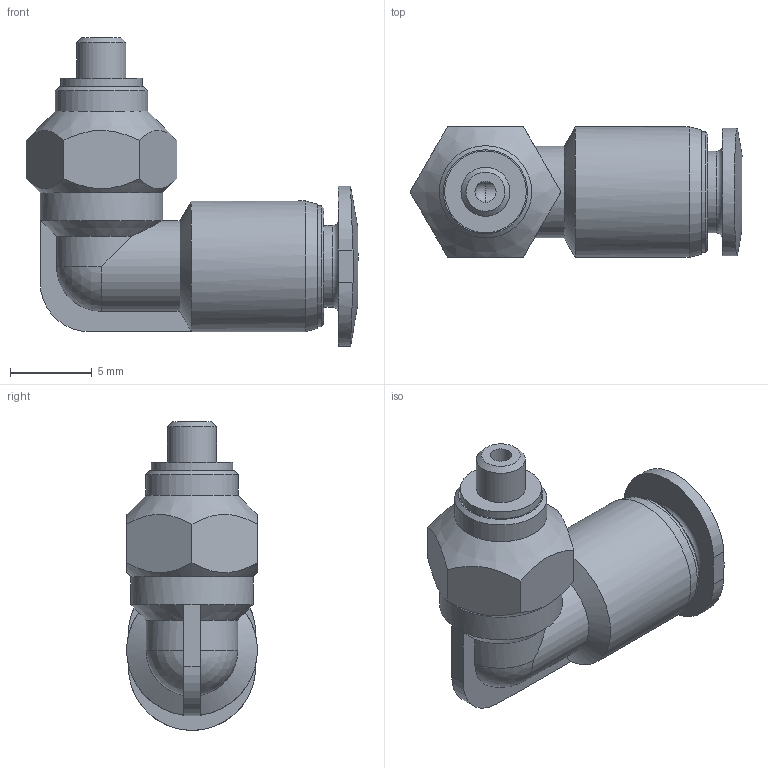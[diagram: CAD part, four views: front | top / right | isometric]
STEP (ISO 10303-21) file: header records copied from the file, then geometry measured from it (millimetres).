
FILE_DESCRIPTION(/* description */ ('STEP AP214'),/* implementation_level */ '2;1');
FILE_NAME(/* name */ '130769_QSML-M3-4-100',/* time_stamp */ '2024-09-14T13:16:31+02:00',/* author */ ('License CC BY-ND 4.0'),/* organization */ ('CADENAS'),/* preprocessor_version */ 'ST-DEVELOPER v19.3',/* originating_system */ 'PARTsolutions',/* authorisation */ ' ');
FILE_SCHEMA (('AUTOMOTIVE_DESIGN {1 0 10303 214 3 1 1}'));
Length unit declared in the file: millimetre
Products named in the file (1): 130769 QSML-M3-4-100
Bounding box: 20.32 x 8 x 18.9 mm (x, y, z)
Volume: 936.2 mm3; surface area: 1045.3 mm2
Topology: 1 solids, 1 shells, 54 faces, 122 edges, 74 vertices
Faces by surface type: plane 23, cylinder 16, cone 10, sphere 3, torus 2
Full cylindrical faces by diameter (mm): 1.3 x2, 3 x1, 4 x1, 5 x2, 5.65 x1, 7.388 x1, 7.5 x1, 8 x1
Entity records: 1829 total; most frequent: CARTESIAN_POINT 321, DIRECTION 234, ORIENTED_EDGE 198, AXIS2_PLACEMENT_3D 102, EDGE_CURVE 99, EDGE_LOOP 80, FACE_BOUND 80, VERTEX_POINT 71
